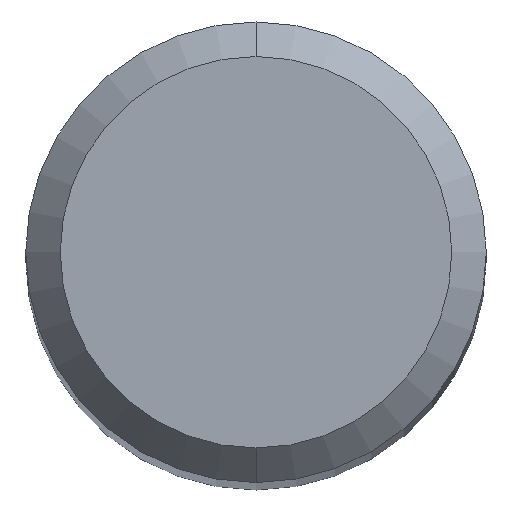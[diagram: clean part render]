
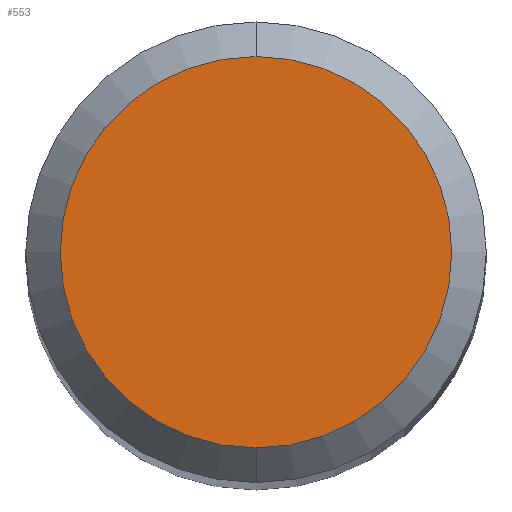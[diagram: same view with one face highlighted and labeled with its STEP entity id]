
A CAD part, top view. The second image highlights one B-rep face of the part: STEP entity #553.
In plain terms, the highlighted planar face has unit normal (0, 0, 1).
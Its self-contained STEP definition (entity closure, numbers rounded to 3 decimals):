
#491=VERTEX_POINT('',#1065);
#553=ADVANCED_FACE('',(#1129),#1130,.T.);
#745=VERTEX_POINT('',#1347);
#755=EDGE_CURVE('',#745,#491,#1357,.T.);
#785=EDGE_CURVE('',#491,#745,#1390,.T.);
#1065=CARTESIAN_POINT('',(0.,-1.7,0.0));
#1129=FACE_OUTER_BOUND('',#1982,.T.);
#1130=PLANE('',#1983);
#1347=CARTESIAN_POINT('',(0.0,1.7,0.0));
#1357=CIRCLE('',#2427,1.7);
#1390=CIRCLE('',#2472,1.7);
#1982=EDGE_LOOP('',(#2919,#2920));
#1983=AXIS2_PLACEMENT_3D('',#2921,#2922,#2923);
#2427=AXIS2_PLACEMENT_3D('',#3252,#3253,#3254);
#2472=AXIS2_PLACEMENT_3D('',#3287,#3288,#3289);
#2919=ORIENTED_EDGE('',*,*,#755,.F.);
#2920=ORIENTED_EDGE('',*,*,#785,.F.);
#2921=CARTESIAN_POINT('',(0.0,0.85,0.0));
#2922=DIRECTION('',(-0.0,0.0,1.0));
#2923=DIRECTION('',(0.0,-1.0,0.0));
#3252=CARTESIAN_POINT('',(0.0,0.0,0.0));
#3253=DIRECTION('',(0.0,0.0,-1.0));
#3254=DIRECTION('',(0.0,1.0,0.0));
#3287=CARTESIAN_POINT('',(0.0,0.0,0.0));
#3288=DIRECTION('',(0.0,0.0,-1.0));
#3289=DIRECTION('',(0.0,1.0,0.0));
